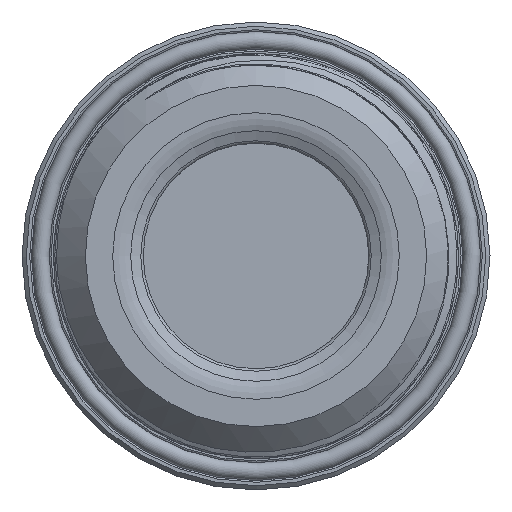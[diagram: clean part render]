
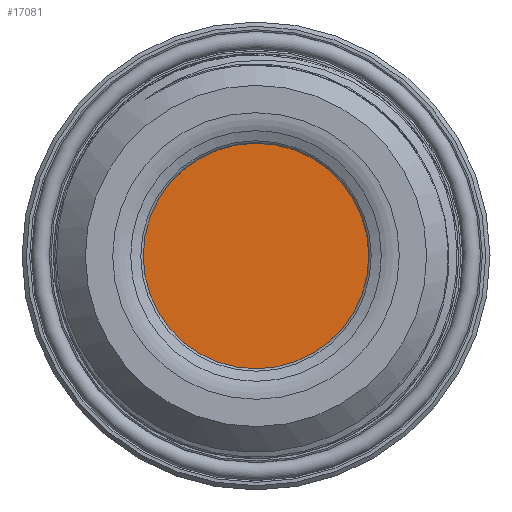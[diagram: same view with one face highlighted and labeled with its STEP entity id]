
A CAD part, left-side view. The second image highlights one B-rep face of the part: STEP entity #17081.
In plain terms, the highlighted face is planar.
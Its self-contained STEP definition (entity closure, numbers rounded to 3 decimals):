
#960=PLANE('',#18153);
#1658=FACE_OUTER_BOUND('',#2648,.T.);
#2648=EDGE_LOOP('',(#14492));
#3271=CIRCLE('',#18152,13.89);
#7752=VERTEX_POINT('',#46900);
#10103=EDGE_CURVE('',#7752,#7752,#3271,.T.);
#14492=ORIENTED_EDGE('',*,*,#10103,.T.);
#17081=ADVANCED_FACE('',(#1658),#960,.T.);
#18152=AXIS2_PLACEMENT_3D('',#46902,#20342,#20343);
#18153=AXIS2_PLACEMENT_3D('',#46903,#20344,#20345);
#20342=DIRECTION('center_axis',(1.,0.,0.));
#20343=DIRECTION('ref_axis',(0.,0.,-1.));
#20344=DIRECTION('center_axis',(1.,0.,0.));
#20345=DIRECTION('ref_axis',(0.,0.,-1.));
#46900=CARTESIAN_POINT('',(19.071,-13.89,0.));
#46902=CARTESIAN_POINT('Origin',(19.071,0.,
0.));
#46903=CARTESIAN_POINT('Origin',(19.071,0.,0.));
